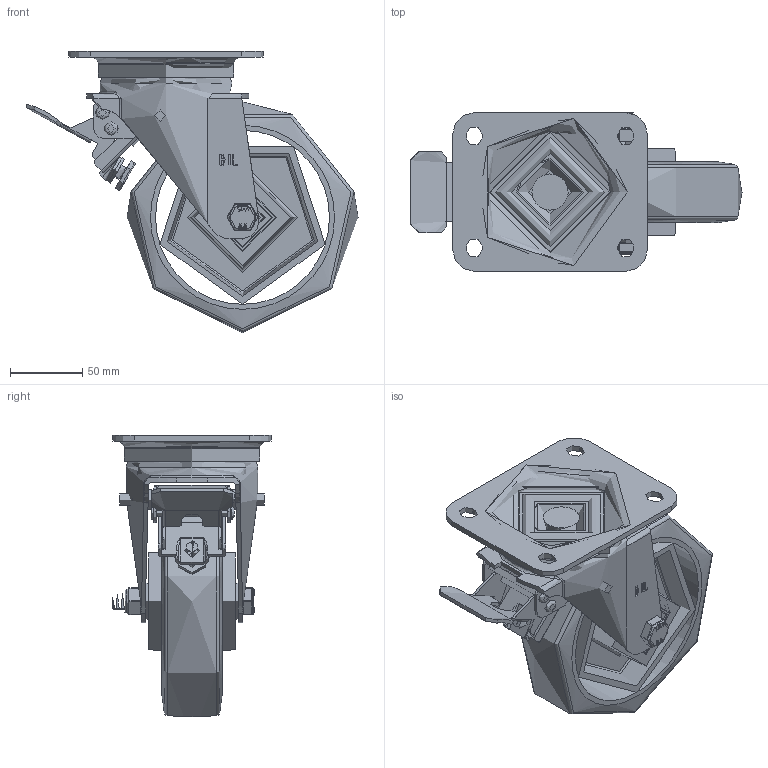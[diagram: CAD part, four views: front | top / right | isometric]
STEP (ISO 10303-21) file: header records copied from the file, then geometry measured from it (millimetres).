
FILE_DESCRIPTION(/* description */ (''),/* implementation_level */ '2;1');
FILE_NAME(/* name */ 'BZWB160RNBJSWB.step',/* time_stamp */ '2025-06-05T11:20:41+01:00',/* author */ (''),/* organization */ (''),/* preprocessor_version */ 'ST-DEVELOPER v20.1',/* originating_system */ 'Autodesk Translation Framework v14.10.0.0',/* authorisation */ '');
FILE_SCHEMA (('AUTOMOTIVE_DESIGN { 1 0 10303 214 3 1 1 }'));
Products named in the file (40): BZWB160RNBJSWB; BZWB160ASSWB - 64 v1; ZINC PLATED, PRESSED STEEL TOP PLATE; ZINC PLATED, PRESSED STEEL FORKS; BEARING SEAL; ZINC PLATED, PRESSED STEEL BRAKE; BRAKE 1; BRAKE 2; BRAKE PEDAL; BOLT; BOLT2; BOLT3; SPACER; brake bolt; WASHER; WASHER2; SPRING; BZH160WRNBJM20 v1; 75 SHORE A ELASTIC RUBBER TYRE; NYLON RIM; BEARING SPACER; BEARING6204; BALL BEARINGS; BEARING6204 (1); BALL BEARINGS (1); Component3; INNER; OUTER; MIDDLE; RUBBER; TH20X2X12 v1; ZINC PLATED HEADED SPACER; TH20X2X12 v1 (1); ZINC PLATED HEADED SPACER (1); HEXBOLTM12X90Z8.8 v2; GRADE 8.8 ZINC PLATED BOLT; NYLOCM12Z v1; NYLOC NUT; NUT; RUBBER (1)
Assembly tree (58 placements, depth 5):
  BZWB160RNBJSWB
    BZWB160ASSWB - 64 v1
      ZINC PLATED, PRESSED STEEL TOP PLATE
      ZINC PLATED, PRESSED STEEL FORKS
      BEARING SEAL
      ZINC PLATED, PRESSED STEEL BRAKE
        BRAKE 1
        BRAKE 2
        BRAKE PEDAL
        BOLT
        BOLT2
        BOLT3
        SPACER
        brake bolt
        WASHER
        WASHER2
        SPRING
    BZH160WRNBJM20 v1
      75 SHORE A ELASTIC RUBBER TYRE
      NYLON RIM
      BEARING SPACER
      BEARING6204
        INNER
        OUTER
        BALL BEARINGS
          Component3  x8
        MIDDLE
        RUBBER
      BEARING6204 (1)
        BALL BEARINGS (1)
          Component3  x8
        INNER
        OUTER
        MIDDLE
        RUBBER
    TH20X2X12 v1
      ZINC PLATED HEADED SPACER
    TH20X2X12 v1 (1)
      ZINC PLATED HEADED SPACER (1)
    HEXBOLTM12X90Z8.8 v2
      GRADE 8.8 ZINC PLATED BOLT
    NYLOCM12Z v1
      NYLOC NUT
        NUT
        RUBBER (1)
Bounding box: 230 x 110 x 194.91 mm (x, y, z)
Volume: 878780.8 mm3; surface area: 295571.7 mm2
Topology: 50 solids, 50 shells, 1441 faces, 3664 edges, 2420 vertices
Faces by surface type: plane 636, bspline 355, cylinder 334, sphere 72, torus 33, cone 11
Full cylindrical faces by diameter (mm): 2 x10, 4 x2, 5.9 x2, 6 x6, 7.8 x1, 8 x16, 8.5 x2, 9 x2, 9.5 x2, 9.836 x16, 10 x3, 11.834 x16, 12 x3, 12.2 x4, 14 x4, 17.75 x1, 18.5 x1, 19 x2, 19.8 x2, 20 x3, 24 x1, 25 x2, 26 x1, 27 x2, 28.5 x8, 30.8 x4, 31.3 x4, 40.3 x4, 40.5 x4, 40.8 x4
Entity records: 55030 total; most frequent: CARTESIAN_POINT 28832, ORIENTED_EDGE 5400, DIRECTION 4793, EDGE_CURVE 2700, VERTEX_POINT 1782, AXIS2_PLACEMENT_3D 1754, LINE 1285, VECTOR 1285
